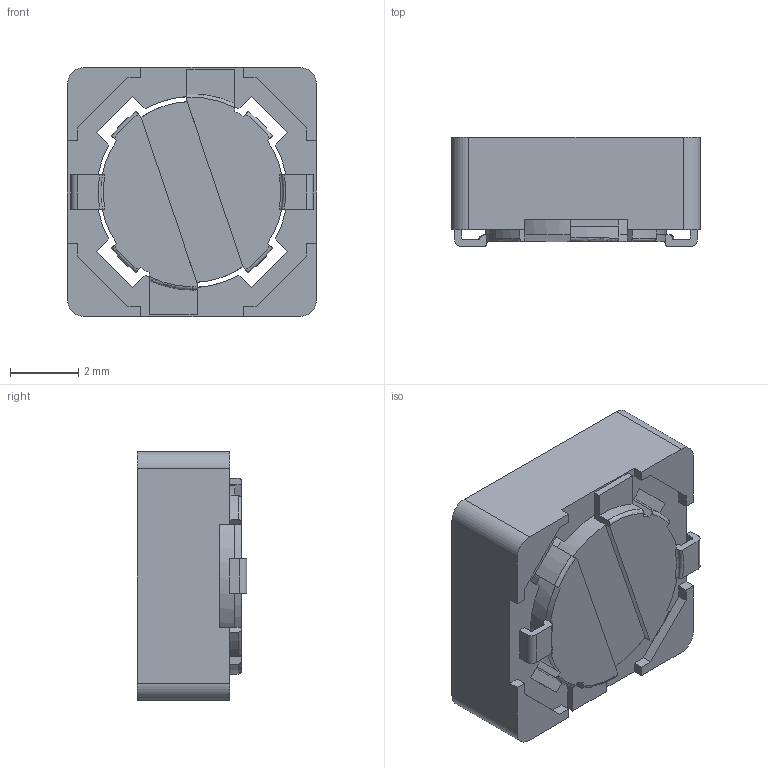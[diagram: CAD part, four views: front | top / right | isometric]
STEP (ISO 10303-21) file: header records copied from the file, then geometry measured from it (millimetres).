
FILE_DESCRIPTION (( 'STEP AP214' ), '1' );
FILE_NAME ('mps_mag_4600_smt_a.STEP', '2014-09-25T07:38:03', ( '微软用户' ), ( '微软中国' ), 'SwSTEP 2.0', 'SolidWorks 2013', '' );
FILE_SCHEMA (( 'AUTOMOTIVE_DESIGN' ));
Length unit declared in the file: millimetre
Products named in the file (1): mps_mag_4600_smt_a
Bounding box: 7.3 x 3.2 x 7.3 mm (x, y, z)
Volume: 108.3 mm3; surface area: 326.8 mm2
Topology: 1 solids, 1 shells, 192 faces, 517 edges, 332 vertices
Faces by surface type: plane 117, cylinder 40, bspline 17, torus 13, cone 5
Entity records: 9028 total; most frequent: CARTESIAN_POINT 3087, ORIENTED_EDGE 1034, DIRECTION 913, EDGE_CURVE 517, LINE 341, VECTOR 341, VERTEX_POINT 332, AXIS2_PLACEMENT_3D 286
